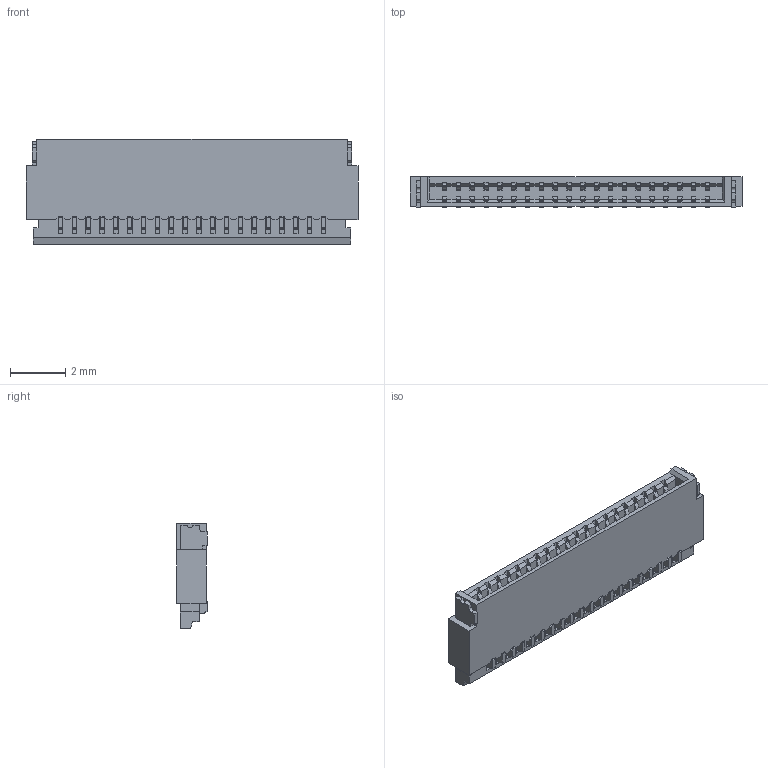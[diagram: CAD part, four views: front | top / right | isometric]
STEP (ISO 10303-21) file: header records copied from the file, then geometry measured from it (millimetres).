
FILE_DESCRIPTION (( 'STEP AP214' ), '1' );
FILE_NAME ('FFC2B28-20-G.STEP', '2024-02-02T16:21:26', ( '' ), ( '' ), 'SwSTEP 2.0', 'SolidWorks 2021', '' );
FILE_SCHEMA (( 'AUTOMOTIVE_DESIGN' ));
Length unit declared in the file: millimetre
Products named in the file (1): FFC2B28-20-G
Bounding box: 12 x 1.1 x 3.8 mm (x, y, z)
Volume: 31.6 mm3; surface area: 319.4 mm2
Topology: 24 solids, 24 shells, 1410 faces, 4282 edges, 2840 vertices
Faces by surface type: plane 1042, cylinder 368
Entity records: 48011 total; most frequent: ORIENTED_EDGE 8564, CARTESIAN_POINT 8533, DIRECTION 7840, EDGE_CURVE 4282, LINE 3546, VECTOR 3546, VERTEX_POINT 2840, AXIS2_PLACEMENT_3D 2147
